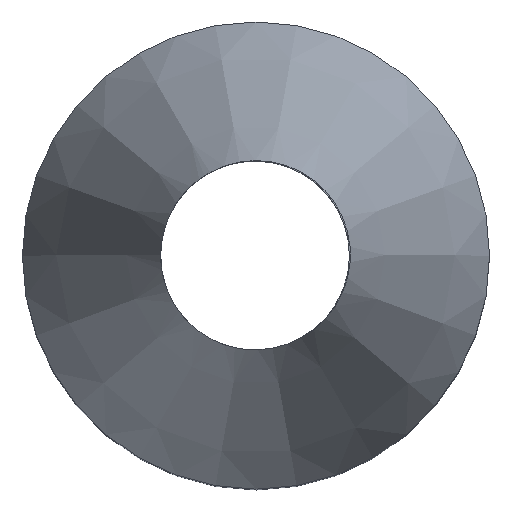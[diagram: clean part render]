
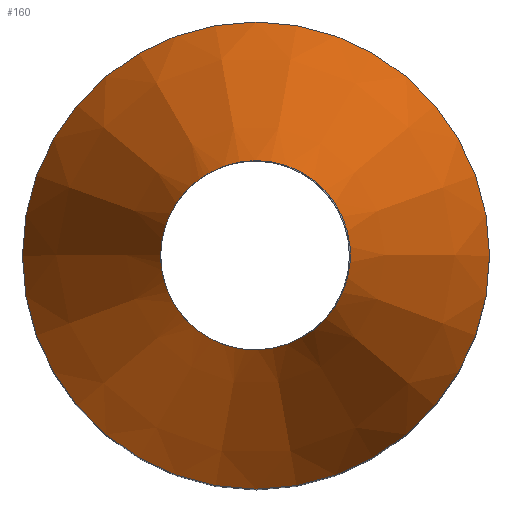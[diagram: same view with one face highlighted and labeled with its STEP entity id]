
A CAD part, top view. The second image highlights one B-rep face of the part: STEP entity #160.
In plain terms, the highlighted conical face has half-angle 20.241 degrees and reference radius 12.375 mm.
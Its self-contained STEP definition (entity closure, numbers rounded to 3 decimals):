
#22=B_SPLINE_CURVE_WITH_KNOTS('',3,(#317,#318,#319,#320,#321,#322,#323,
#324,#325,#326,#327,#328,#329,#330),.UNSPECIFIED.,.F.,.F.,(4,2,2,2,2,2,
4),(0.513,0.563,0.751,0.941,
1.132,1.322,1.51),.UNSPECIFIED.);
#23=B_SPLINE_CURVE_WITH_KNOTS('',3,(#334,#335,#336,#337,#338,#339,#340,
#341),.UNSPECIFIED.,.F.,.F.,(4,2,2,4),(1.513,1.702,
1.892,2.027),.UNSPECIFIED.);
#24=B_SPLINE_CURVE_WITH_KNOTS('',3,(#342,#343,#344,#345),.UNSPECIFIED.,
 .F.,.F.,(4,4),(1.51,1.513),.UNSPECIFIED.);
#27=LINE('',#349,#32);
#32=VECTOR('',#235,12.375);
#36=CONICAL_SURFACE('',#193,12.375,0.353);
#41=FACE_OUTER_BOUND('',#49,.T.);
#49=EDGE_LOOP('',(#134,#135,#136,#137,#138,#139,#140));
#64=CIRCLE('',#194,12.375);
#65=CIRCLE('',#195,5.);
#77=VERTEX_POINT('',#315);
#78=VERTEX_POINT('',#316);
#79=VERTEX_POINT('',#331);
#80=VERTEX_POINT('',#333);
#81=VERTEX_POINT('',#348);
#96=EDGE_CURVE('',#77,#78,#22,.T.);
#98=EDGE_CURVE('',#80,#79,#23,.T.);
#99=EDGE_CURVE('',#78,#80,#24,.T.);
#101=EDGE_CURVE('',#80,#81,#27,.T.);
#102=EDGE_CURVE('',#81,#81,#64,.T.);
#103=EDGE_CURVE('',#79,#77,#65,.T.);
#134=ORIENTED_EDGE('',*,*,#96,.T.);
#135=ORIENTED_EDGE('',*,*,#99,.T.);
#136=ORIENTED_EDGE('',*,*,#101,.T.);
#137=ORIENTED_EDGE('',*,*,#102,.T.);
#138=ORIENTED_EDGE('',*,*,#101,.F.);
#139=ORIENTED_EDGE('',*,*,#98,.T.);
#140=ORIENTED_EDGE('',*,*,#103,.T.);
#160=ADVANCED_FACE('',(#41),#36,.T.);
#193=AXIS2_PLACEMENT_3D('',#347,#233,#234);
#194=AXIS2_PLACEMENT_3D('',#350,#236,#237);
#195=AXIS2_PLACEMENT_3D('',#351,#238,#239);
#233=DIRECTION('center_axis',(0.,0.,-1.));
#234=DIRECTION('ref_axis',(1.,0.,0.));
#235=DIRECTION('',(-0.346,0.,-0.938));
#236=DIRECTION('center_axis',(0.,0.,1.));
#237=DIRECTION('ref_axis',(1.,0.,0.));
#238=DIRECTION('center_axis',(0.,0.,-1.));
#239=DIRECTION('ref_axis',(1.,0.,0.));
#315=CARTESIAN_POINT('',(2.38,-4.397,20.));
#316=CARTESIAN_POINT('',(-5.05,-0.027,19.865));
#317=CARTESIAN_POINT('Ctrl Pts',(2.38,-4.397,20.));
#318=CARTESIAN_POINT('Ctrl Pts',(2.229,-4.481,19.995));
#319=CARTESIAN_POINT('Ctrl Pts',(2.072,-4.558,19.989));
#320=CARTESIAN_POINT('Ctrl Pts',(1.298,-4.888,19.963));
#321=CARTESIAN_POINT('Ctrl Pts',(0.629,-5.021,19.943));
#322=CARTESIAN_POINT('Ctrl Pts',(-0.633,-5.033,19.909));
#323=CARTESIAN_POINT('Ctrl Pts',(-1.31,-4.912,19.893));
#324=CARTESIAN_POINT('Ctrl Pts',(-2.556,-4.406,19.867));
#325=CARTESIAN_POINT('Ctrl Pts',(-3.125,-4.021,19.857));
#326=CARTESIAN_POINT('Ctrl Pts',(-4.025,-3.126,19.846));
#327=CARTESIAN_POINT('Ctrl Pts',(-4.414,-2.558,19.844));
#328=CARTESIAN_POINT('Ctrl Pts',(-4.925,-1.321,19.849));
#329=CARTESIAN_POINT('Ctrl Pts',(-5.05,-0.654,19.855));
#330=CARTESIAN_POINT('Ctrl Pts',(-5.05,-0.027,
19.865));
#331=CARTESIAN_POINT('',(-2.43,4.37,20.));
#333=CARTESIAN_POINT('',(-5.05,0.,19.865));
#334=CARTESIAN_POINT('Ctrl Pts',(-5.05,0.,
19.865));
#335=CARTESIAN_POINT('Ctrl Pts',(-5.046,0.632,19.874));
#336=CARTESIAN_POINT('Ctrl Pts',(-4.915,1.306,19.888));
#337=CARTESIAN_POINT('Ctrl Pts',(-4.392,2.542,19.92));
#338=CARTESIAN_POINT('Ctrl Pts',(-3.999,3.104,19.939));
#339=CARTESIAN_POINT('Ctrl Pts',(-3.227,3.86,19.971));
#340=CARTESIAN_POINT('Ctrl Pts',(-2.847,4.144,19.985));
#341=CARTESIAN_POINT('Ctrl Pts',(-2.43,4.37,20.));
#342=CARTESIAN_POINT('Ctrl Pts',(-5.05,-0.027,
19.865));
#343=CARTESIAN_POINT('Ctrl Pts',(-5.05,-0.018,19.865));
#344=CARTESIAN_POINT('Ctrl Pts',(-5.05,-0.009,
19.865));
#345=CARTESIAN_POINT('Ctrl Pts',(-5.05,0.,
19.865));
#347=CARTESIAN_POINT('Origin',(0.,0.,0.));
#348=CARTESIAN_POINT('',(-12.375,0.,0.));
#349=CARTESIAN_POINT('',(-12.375,0.,0.));
#350=CARTESIAN_POINT('Origin',(0.,0.,0.));
#351=CARTESIAN_POINT('Origin',(0.,0.,20.));
